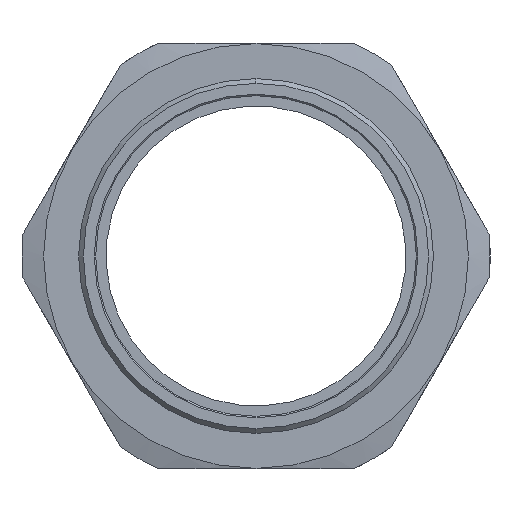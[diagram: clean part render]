
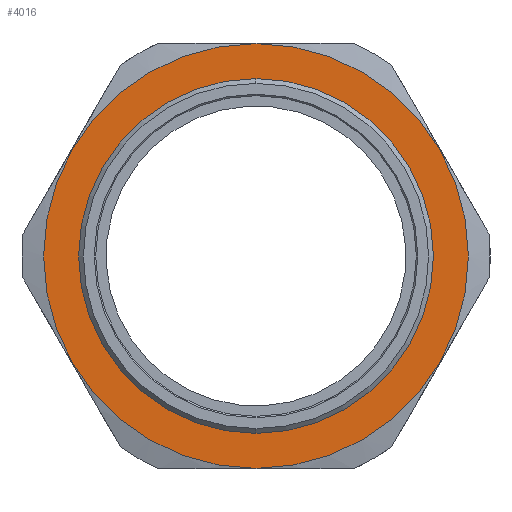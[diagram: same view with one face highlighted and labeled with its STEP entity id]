
A CAD part, left-side view. The second image highlights one B-rep face of the part: STEP entity #4016.
In plain terms, the highlighted planar face has unit normal (-1, 0, 0).
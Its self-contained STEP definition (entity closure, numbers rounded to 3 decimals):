
#13 = EDGE_CURVE ( 'NONE', #1443, #1721, #1980, .T. ) ;
#55 = CIRCLE ( 'NONE', #3079, 37.5 ) ;
#75 = FACE_BOUND ( 'NONE', #1009, .T. ) ;
#167 = DIRECTION ( 'NONE',  ( 0., 0., -1. ) ) ;
#175 = DIRECTION ( 'NONE',  ( -1., 0., 0. ) ) ;
#313 = EDGE_CURVE ( 'NONE', #516, #2577, #1049, .T. ) ;
#373 = EDGE_LOOP ( 'NONE', ( #2099, #570 ) ) ;
#516 = VERTEX_POINT ( 'NONE', #597 ) ;
#570 = ORIENTED_EDGE ( 'NONE', *, *, #13, .F. ) ;
#597 = CARTESIAN_POINT ( 'NONE',  ( 15.3, 0., 37.5 ) ) ;
#732 = EDGE_CURVE ( 'NONE', #2577, #516, #55, .T. ) ;
#745 = DIRECTION ( 'NONE',  ( -1., 0., 0. ) ) ;
#991 = AXIS2_PLACEMENT_3D ( 'NONE', #2097, #175, #2421 ) ;
#1009 = EDGE_LOOP ( 'NONE', ( #1101, #1394 ) ) ;
#1049 = CIRCLE ( 'NONE', #991, 37.5 ) ;
#1090 = AXIS2_PLACEMENT_3D ( 'NONE', #3981, #2093, #167 ) ;
#1101 = ORIENTED_EDGE ( 'NONE', *, *, #732, .F. ) ;
#1394 = ORIENTED_EDGE ( 'NONE', *, *, #313, .F. ) ;
#1443 = VERTEX_POINT ( 'NONE', #3168 ) ;
#1721 = VERTEX_POINT ( 'NONE', #3000 ) ;
#1737 = DIRECTION ( 'NONE',  ( 0., 0., -1. ) ) ;
#1787 = FACE_OUTER_BOUND ( 'NONE', #373, .T. ) ;
#1980 = CIRCLE ( 'NONE', #3925, 44.9 ) ;
#2047 = PLANE ( 'NONE',  #3500 ) ;
#2093 = DIRECTION ( 'NONE',  ( 1., 0., 0. ) ) ;
#2097 = CARTESIAN_POINT ( 'NONE',  ( 15.3, 0., 0. ) ) ;
#2099 = ORIENTED_EDGE ( 'NONE', *, *, #2486, .F. ) ;
#2421 = DIRECTION ( 'NONE',  ( 0., 0., 1. ) ) ;
#2486 = EDGE_CURVE ( 'NONE', #1721, #1443, #3509, .T. ) ;
#2512 = DIRECTION ( 'NONE',  ( 1., 0., 0. ) ) ;
#2528 = DIRECTION ( 'NONE',  ( 0., 0., -1. ) ) ;
#2544 = CARTESIAN_POINT ( 'NONE',  ( 15.3, 0., 0. ) ) ;
#2577 = VERTEX_POINT ( 'NONE', #2783 ) ;
#2670 = CARTESIAN_POINT ( 'NONE',  ( 15.3, 0., 0. ) ) ;
#2688 = CARTESIAN_POINT ( 'NONE',  ( 15.3, 0., -50. ) ) ;
#2783 = CARTESIAN_POINT ( 'NONE',  ( 15.3, 0., -37.5 ) ) ;
#2997 = DIRECTION ( 'NONE',  ( 0., 0., 1. ) ) ;
#3000 = CARTESIAN_POINT ( 'NONE',  ( 15.3, 0., -44.9 ) ) ;
#3079 = AXIS2_PLACEMENT_3D ( 'NONE', #2670, #745, #2997 ) ;
#3168 = CARTESIAN_POINT ( 'NONE',  ( 15.3, 0., 44.9 ) ) ;
#3500 = AXIS2_PLACEMENT_3D ( 'NONE', #2688, #3637, #1737 ) ;
#3509 = CIRCLE ( 'NONE', #1090, 44.9 ) ;
#3637 = DIRECTION ( 'NONE',  ( 1., 0., 0. ) ) ;
#3925 = AXIS2_PLACEMENT_3D ( 'NONE', #2544, #2512, #2528 ) ;
#3981 = CARTESIAN_POINT ( 'NONE',  ( 15.3, 0., 0. ) ) ;
#4016 = ADVANCED_FACE ( 'NONE', ( #1787, #75 ), #2047, .F. ) ;
